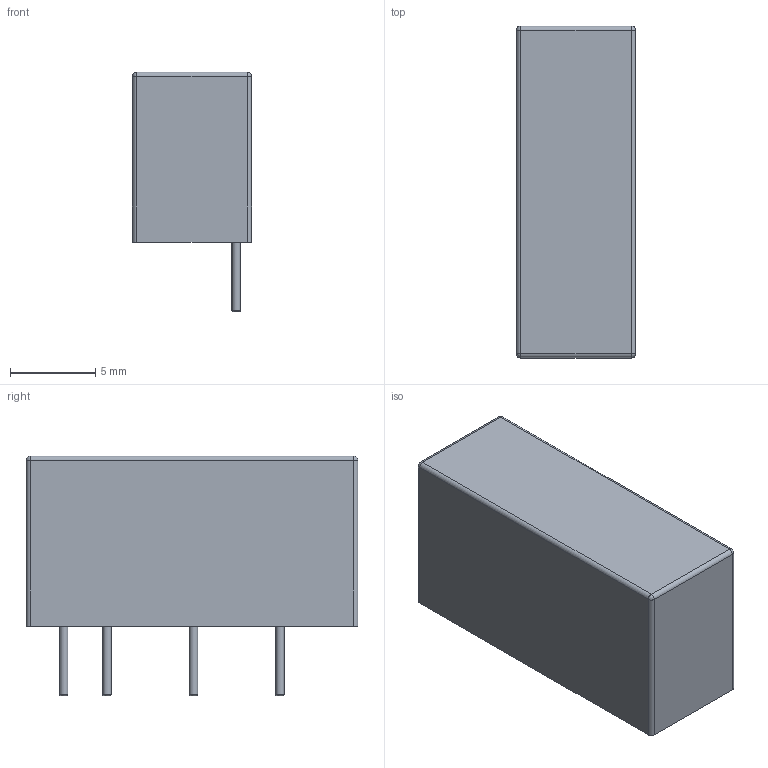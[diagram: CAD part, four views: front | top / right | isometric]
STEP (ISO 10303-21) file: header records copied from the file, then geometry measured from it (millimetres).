
FILE_DESCRIPTION(/* description */ ('model of Converter_DCDC_Aimtec_AM2DSxxxxSJZ_Single_THT'),/* implementation_level */ '2;1');
FILE_NAME(/* name */ 'Converter_DCDC_Aimtec_AM2DSxxxxSJZ_Single_THT.step',/* time_stamp */ '2024-07-10T17:12:09',/* author */ ('kicad StepUp','ksu'),/* organization */ ('OCC'),/* preprocessor_version */ '',/* originating_system */ 'kicad StepUp',/* authorisation */ '');
FILE_SCHEMA(('AUTOMOTIVE_DESIGN { 1 0 10303 214 1 1 1 1 }'));
Length unit declared in the file: millimetre
Products named in the file (1): Converter_DCDC_Aimtec_AM2DSxxxxSJZ_Single_THT
Bounding box: 7 x 19.5 x 14.1 mm (x, y, z)
Volume: 1367 mm3; surface area: 818.4 mm2
Topology: 1 solids, 1 shells, 30 faces, 60 edges, 32 vertices
Faces by surface type: cylinder 12, plane 10, torus 4, sphere 4
Full cylindrical faces by diameter (mm): 0.5 x4
Entity records: 1615 total; most frequent: CARTESIAN_POINT 291, DIRECTION 232, ORIENTED_EDGE 112, PCURVE 112, DEFINITIONAL_REPRESENTATION 112, LINE 100, VECTOR 100, AXIS2_PLACEMENT_3D 63
